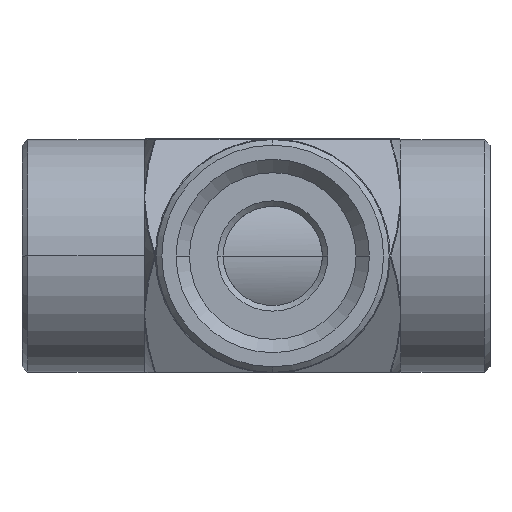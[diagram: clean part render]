
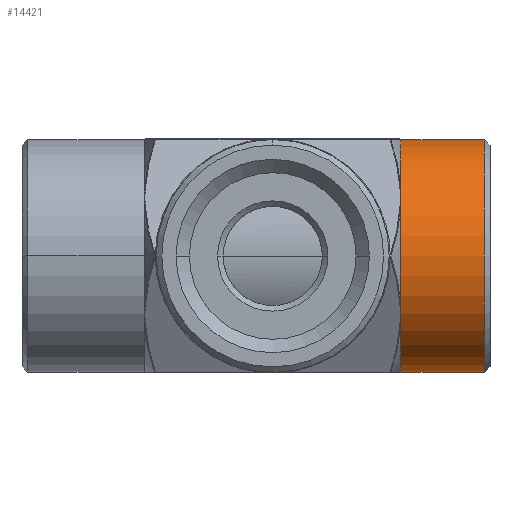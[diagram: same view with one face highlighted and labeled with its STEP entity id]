
A CAD part, front view. The second image highlights one B-rep face of the part: STEP entity #14421.
In plain terms, the highlighted cylindrical face has radius 10.45 mm (diameter 20.9 mm), a partial arc.
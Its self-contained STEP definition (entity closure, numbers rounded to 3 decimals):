
#861 = CIRCLE ( 'NONE', #2392, 10.45 ) ;
#868 = VERTEX_POINT ( 'NONE', #13032 ) ;
#1266 = EDGE_CURVE ( 'NONE', #24397, #5888, #2501, .T. ) ;
#1927 = DIRECTION ( 'NONE',  ( -1., 0., 0. ) ) ;
#2392 = AXIS2_PLACEMENT_3D ( 'NONE', #23332, #25060, #15142 ) ;
#2501 = LINE ( 'NONE', #15739, #7131 ) ;
#3824 = EDGE_CURVE ( 'NONE', #5888, #3997, #19526, .T. ) ;
#3997 = VERTEX_POINT ( 'NONE', #18075 ) ;
#5888 = VERTEX_POINT ( 'NONE', #10467 ) ;
#7131 = VECTOR ( 'NONE', #25562, 1000. ) ;
#8369 = CARTESIAN_POINT ( 'NONE',  ( 19., 0., -10.45 ) ) ;
#9101 = ORIENTED_EDGE ( 'NONE', *, *, #16027, .T. ) ;
#9978 = ORIENTED_EDGE ( 'NONE', *, *, #3824, .F. ) ;
#10467 = CARTESIAN_POINT ( 'NONE',  ( 11.5, 0., -10.45 ) ) ;
#12562 = EDGE_CURVE ( 'NONE', #24397, #868, #861, .T. ) ;
#12699 = EDGE_LOOP ( 'NONE', ( #19605, #15463, #9101, #9978 ) ) ;
#13032 = CARTESIAN_POINT ( 'NONE',  ( 19., 0., 10.45 ) ) ;
#14084 = CYLINDRICAL_SURFACE ( 'NONE', #24550, 10.45 ) ;
#14421 = ADVANCED_FACE ( 'NONE', ( #15940 ), #14084, .T. ) ;
#15142 = DIRECTION ( 'NONE',  ( 0., 0., 1. ) ) ;
#15463 = ORIENTED_EDGE ( 'NONE', *, *, #12562, .T. ) ;
#15739 = CARTESIAN_POINT ( 'NONE',  ( 0., 0., -10.45 ) ) ;
#15940 = FACE_OUTER_BOUND ( 'NONE', #12699, .T. ) ;
#15999 = CARTESIAN_POINT ( 'NONE',  ( 11.5, 0., 0. ) ) ;
#16027 = EDGE_CURVE ( 'NONE', #868, #3997, #25236, .T. ) ;
#16083 = DIRECTION ( 'NONE',  ( 0., 0., 1. ) ) ;
#17229 = AXIS2_PLACEMENT_3D ( 'NONE', #15999, #1927, #16083 ) ;
#17345 = CARTESIAN_POINT ( 'NONE',  ( 0., 0., 10.45 ) ) ;
#17736 = DIRECTION ( 'NONE',  ( 0., 0., 1. ) ) ;
#18075 = CARTESIAN_POINT ( 'NONE',  ( 11.5, 0., 10.45 ) ) ;
#19526 = CIRCLE ( 'NONE', #17229, 10.45 ) ;
#19605 = ORIENTED_EDGE ( 'NONE', *, *, #1266, .F. ) ;
#21570 = CARTESIAN_POINT ( 'NONE',  ( 0., 0., 0. ) ) ;
#23277 = DIRECTION ( 'NONE',  ( -1., 0., 0. ) ) ;
#23332 = CARTESIAN_POINT ( 'NONE',  ( 19., 0., 0. ) ) ;
#23654 = VECTOR ( 'NONE', #23277, 1000. ) ;
#24397 = VERTEX_POINT ( 'NONE', #8369 ) ;
#24550 = AXIS2_PLACEMENT_3D ( 'NONE', #21570, #25641, #17736 ) ;
#25060 = DIRECTION ( 'NONE',  ( -1., 0., 0. ) ) ;
#25236 = LINE ( 'NONE', #17345, #23654 ) ;
#25562 = DIRECTION ( 'NONE',  ( -1., 0., 0. ) ) ;
#25641 = DIRECTION ( 'NONE',  ( -1., 0., 0. ) ) ;
